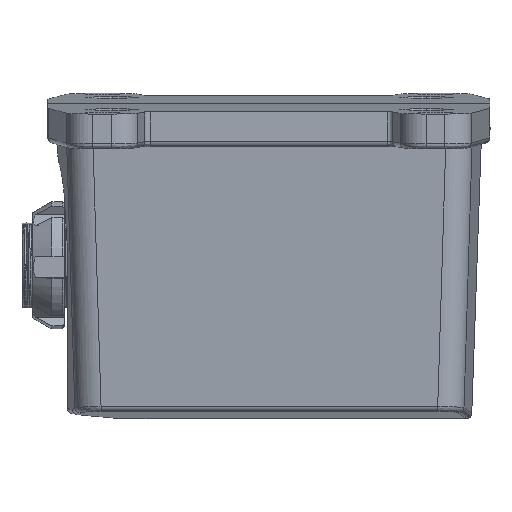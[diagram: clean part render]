
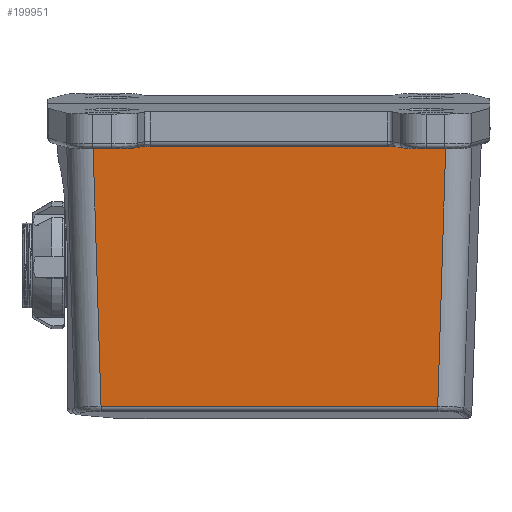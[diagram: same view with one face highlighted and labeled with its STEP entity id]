
A CAD part, front view. The second image highlights one B-rep face of the part: STEP entity #199951.
In plain terms, the highlighted face is planar.
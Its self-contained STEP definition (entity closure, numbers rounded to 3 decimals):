
#2972 = VECTOR ( 'NONE', #109562, 1000. ) ;
#5624 = VERTEX_POINT ( 'NONE', #144166 ) ;
#26781 = CARTESIAN_POINT ( 'NONE',  ( -16.308, 11.86, 21.468 ) ) ;
#53654 = VECTOR ( 'NONE', #239278, 1000. ) ;
#71446 = EDGE_CURVE ( 'NONE', #121913, #242336, #182023, .T. ) ;
#80516 = DIRECTION ( 'NONE',  ( 0.035, 0.031, 0.999 ) ) ;
#81512 = EDGE_LOOP ( 'NONE', ( #243162, #222865, #247295, #249920 ) ) ;
#82287 = CARTESIAN_POINT ( 'NONE',  ( -16.308, 11.86, 21.468 ) ) ;
#85213 = VECTOR ( 'NONE', #123141, 1000. ) ;
#98034 = PLANE ( 'NONE',  #207719 ) ;
#105186 = CARTESIAN_POINT ( 'NONE',  ( -17.213, -20.648, -4.443 ) ) ;
#109562 = DIRECTION ( 'NONE',  ( 0., -1., 0. ) ) ;
#119232 = EDGE_CURVE ( 'NONE', #242336, #5624, #160620, .T. ) ;
#121913 = VERTEX_POINT ( 'NONE', #129132 ) ;
#123141 = DIRECTION ( 'NONE',  ( 0., 1., 0. ) ) ;
#127361 = CARTESIAN_POINT ( 'NONE',  ( -17.213, -20.648, -4.443 ) ) ;
#129132 = CARTESIAN_POINT ( 'NONE',  ( -16.308, -19.852, 21.468 ) ) ;
#133424 = EDGE_CURVE ( 'NONE', #5624, #152786, #152708, .T. ) ;
#137262 = DIRECTION ( 'NONE',  ( 0.035, 0., 0.999 ) ) ;
#144166 = CARTESIAN_POINT ( 'NONE',  ( -17.213, 12.656, -4.443 ) ) ;
#152708 = LINE ( 'NONE', #169721, #2972 ) ;
#152786 = VERTEX_POINT ( 'NONE', #127361 ) ;
#159507 = DIRECTION ( 'NONE',  ( -0.999, 0., 0.035 ) ) ;
#160620 = LINE ( 'NONE', #26781, #53654 ) ;
#162444 = CARTESIAN_POINT ( 'NONE',  ( -16.308, 12.004, 21.468 ) ) ;
#169721 = CARTESIAN_POINT ( 'NONE',  ( -17.213, 12.004, -4.443 ) ) ;
#176532 = FACE_OUTER_BOUND ( 'NONE', #81512, .T. ) ;
#182023 = LINE ( 'NONE', #162444, #85213 ) ;
#199951 = ADVANCED_FACE ( 'NONE', ( #176532 ), #98034, .T. ) ;
#204709 = LINE ( 'NONE', #105186, #255483 ) ;
#207719 = AXIS2_PLACEMENT_3D ( 'NONE', #236883, #159507, #137262 ) ;
#222865 = ORIENTED_EDGE ( 'NONE', *, *, #133424, .T. ) ;
#236646 = EDGE_CURVE ( 'NONE', #152786, #121913, #204709, .T. ) ;
#236883 = CARTESIAN_POINT ( 'NONE',  ( -16.248, 12.004, 23.2 ) ) ;
#239278 = DIRECTION ( 'NONE',  ( -0.035, 0.031, -0.999 ) ) ;
#242336 = VERTEX_POINT ( 'NONE', #82287 ) ;
#243162 = ORIENTED_EDGE ( 'NONE', *, *, #119232, .T. ) ;
#247295 = ORIENTED_EDGE ( 'NONE', *, *, #236646, .T. ) ;
#249920 = ORIENTED_EDGE ( 'NONE', *, *, #71446, .T. ) ;
#255483 = VECTOR ( 'NONE', #80516, 1000. ) ;
